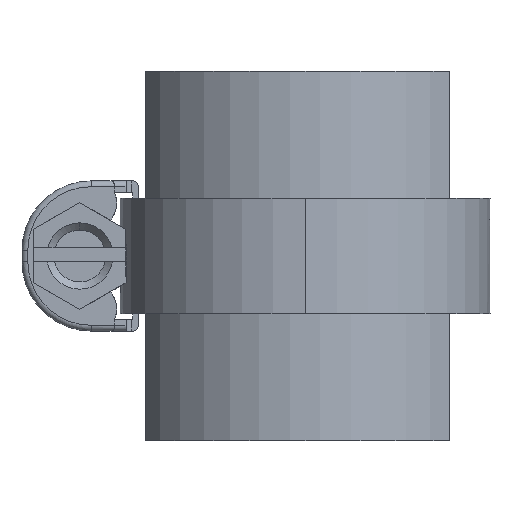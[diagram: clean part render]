
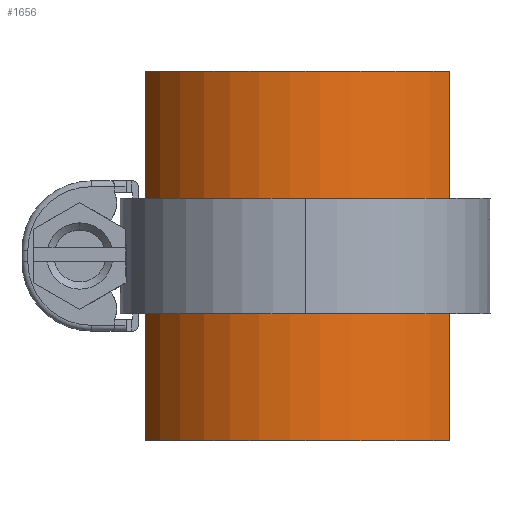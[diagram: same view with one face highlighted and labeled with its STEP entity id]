
A CAD part, left-side view. The second image highlights one B-rep face of the part: STEP entity #1656.
In plain terms, the highlighted cylindrical face has radius 12.116 mm (diameter 24.232 mm), a partial arc.
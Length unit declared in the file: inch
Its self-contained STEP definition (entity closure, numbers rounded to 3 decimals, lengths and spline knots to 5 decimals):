
#94 = ORIENTED_EDGE ( 'NONE', *, *, #1813, .T. ) ;
#202 = AXIS2_PLACEMENT_3D ( 'NONE', #1394, #337, #3034 ) ;
#337 = DIRECTION ( 'NONE',  ( 0., 0., 1. ) ) ;
#441 = CARTESIAN_POINT ( 'NONE',  ( 0., 0., -0.5 ) ) ;
#463 = VERTEX_POINT ( 'NONE', #2001 ) ;
#717 = VECTOR ( 'NONE', #2601, 39.37008 ) ;
#1368 = CARTESIAN_POINT ( 'NONE',  ( 0., 0.477, 0.5 ) ) ;
#1394 = CARTESIAN_POINT ( 'NONE',  ( 0., 0., 0.5 ) ) ;
#1656 = ADVANCED_FACE ( 'NONE', ( #5121 ), #4071, .T. ) ;
#1738 = EDGE_CURVE ( 'NONE', #463, #3947, #3431, .T. ) ;
#1813 = EDGE_CURVE ( 'NONE', #2650, #3401, #2877, .T. ) ;
#2001 = CARTESIAN_POINT ( 'NONE',  ( 0.41261, -0.23933, 0.5 ) ) ;
#2579 = DIRECTION ( 'NONE',  ( 0., 0., 1. ) ) ;
#2601 = DIRECTION ( 'NONE',  ( 0., 0., -1. ) ) ;
#2650 = VERTEX_POINT ( 'NONE', #5431 ) ;
#2877 = CIRCLE ( 'NONE', #4315, 0.477 ) ;
#3034 = DIRECTION ( 'NONE',  ( 1., 0., 0. ) ) ;
#3235 = CARTESIAN_POINT ( 'NONE',  ( 0., 0.477, -0.5 ) ) ;
#3401 = VERTEX_POINT ( 'NONE', #3235 ) ;
#3431 = CIRCLE ( 'NONE', #202, 0.477 ) ;
#3467 = ORIENTED_EDGE ( 'NONE', *, *, #5406, .T. ) ;
#3947 = VERTEX_POINT ( 'NONE', #1368 ) ;
#3971 = DIRECTION ( 'NONE',  ( 0., 0., -1. ) ) ;
#4014 = ORIENTED_EDGE ( 'NONE', *, *, #1738, .F. ) ;
#4071 = CYLINDRICAL_SURFACE ( 'NONE', #6224, 0.477 ) ;
#4315 = AXIS2_PLACEMENT_3D ( 'NONE', #441, #2579, #4696 ) ;
#4337 = DIRECTION ( 'NONE',  ( 0., 0., -1. ) ) ;
#4475 = LINE ( 'NONE', #6081, #5064 ) ;
#4498 = DIRECTION ( 'NONE',  ( -1., 0., 0. ) ) ;
#4696 = DIRECTION ( 'NONE',  ( 1., 0., 0. ) ) ;
#5064 = VECTOR ( 'NONE', #4337, 39.37008 ) ;
#5121 = FACE_OUTER_BOUND ( 'NONE', #5539, .T. ) ;
#5406 = EDGE_CURVE ( 'NONE', #463, #2650, #4475, .T. ) ;
#5431 = CARTESIAN_POINT ( 'NONE',  ( 0.41261, -0.23933, -0.5 ) ) ;
#5539 = EDGE_LOOP ( 'NONE', ( #94, #6486, #4014, #3467 ) ) ;
#6001 = EDGE_CURVE ( 'NONE', #3947, #3401, #6798, .T. ) ;
#6081 = CARTESIAN_POINT ( 'NONE',  ( 0.41261, -0.23933, 0.5 ) ) ;
#6205 = CARTESIAN_POINT ( 'NONE',  ( 0., 0.477, 0.5 ) ) ;
#6224 = AXIS2_PLACEMENT_3D ( 'NONE', #6630, #3971, #4498 ) ;
#6486 = ORIENTED_EDGE ( 'NONE', *, *, #6001, .F. ) ;
#6630 = CARTESIAN_POINT ( 'NONE',  ( 0., 0., 0.5 ) ) ;
#6798 = LINE ( 'NONE', #6205, #717 ) ;
